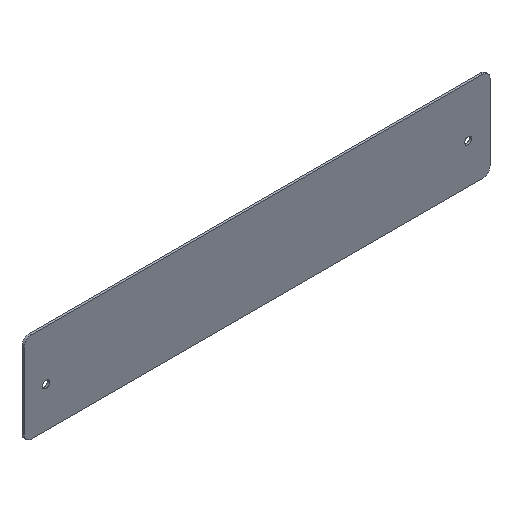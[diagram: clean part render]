
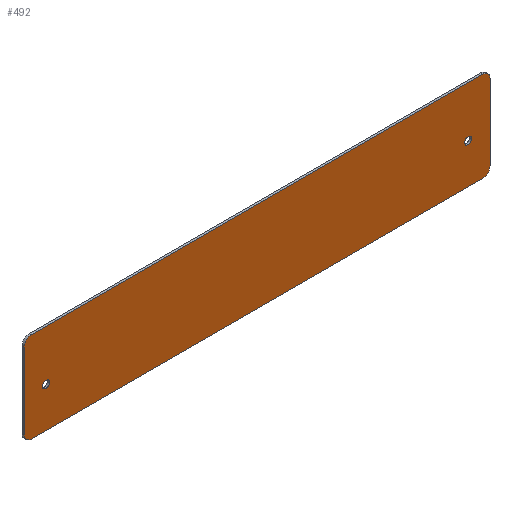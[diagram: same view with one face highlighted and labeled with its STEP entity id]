
A CAD part, isometric view. The second image highlights one B-rep face of the part: STEP entity #492.
In plain terms, the highlighted planar face has unit normal (0, -1, 0).
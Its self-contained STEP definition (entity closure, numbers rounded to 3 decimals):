
#6 = EDGE_CURVE ( 'NONE', #506, #42, #196, .T. ) ;
#7 = AXIS2_PLACEMENT_3D ( 'NONE', #56, #188, #465 ) ;
#15 = ORIENTED_EDGE ( 'NONE', *, *, #320, .T. ) ;
#18 = CARTESIAN_POINT ( 'NONE',  ( -155., -0.75, 26. ) ) ;
#19 = EDGE_CURVE ( 'NONE', #378, #263, #516, .T. ) ;
#21 = CARTESIAN_POINT ( 'NONE',  ( -155., -0.75, -31. ) ) ;
#22 = AXIS2_PLACEMENT_3D ( 'NONE', #18, #270, #183 ) ;
#25 = CARTESIAN_POINT ( 'NONE',  ( 155., -0.75, 31. ) ) ;
#26 = DIRECTION ( 'NONE',  ( 0., -1., 0. ) ) ;
#29 = EDGE_CURVE ( 'NONE', #302, #498, #508, .T. ) ;
#31 = VERTEX_POINT ( 'NONE', #383 ) ;
#32 = CARTESIAN_POINT ( 'NONE',  ( 145., -0.75, -3.5 ) ) ;
#36 = EDGE_CURVE ( 'NONE', #162, #263, #431, .T. ) ;
#39 = AXIS2_PLACEMENT_3D ( 'NONE', #259, #331, #454 ) ;
#41 = CARTESIAN_POINT ( 'NONE',  ( 160., -0.75, -26. ) ) ;
#42 = VERTEX_POINT ( 'NONE', #21 ) ;
#54 = CIRCLE ( 'NONE', #470, 2.4 ) ;
#56 = CARTESIAN_POINT ( 'NONE',  ( -155., -0.75, -26. ) ) ;
#61 = ORIENTED_EDGE ( 'NONE', *, *, #329, .F. ) ;
#62 = LINE ( 'NONE', #380, #236 ) ;
#65 = AXIS2_PLACEMENT_3D ( 'NONE', #491, #293, #125 ) ;
#71 = CARTESIAN_POINT ( 'NONE',  ( -160., -0.75, 26. ) ) ;
#85 = AXIS2_PLACEMENT_3D ( 'NONE', #321, #399, #367 ) ;
#93 = EDGE_CURVE ( 'NONE', #302, #98, #209, .T. ) ;
#98 = VERTEX_POINT ( 'NONE', #71 ) ;
#100 = AXIS2_PLACEMENT_3D ( 'NONE', #211, #170, #330 ) ;
#103 = ORIENTED_EDGE ( 'NONE', *, *, #452, .T. ) ;
#107 = CIRCLE ( 'NONE', #100, 5. ) ;
#110 = FACE_BOUND ( 'NONE', #501, .T. ) ;
#118 = CIRCLE ( 'NONE', #85, 2.4 ) ;
#121 = DIRECTION ( 'NONE',  ( 0., -1., 0. ) ) ;
#124 = ORIENTED_EDGE ( 'NONE', *, *, #19, .T. ) ;
#125 = DIRECTION ( 'NONE',  ( 0., 0., -1. ) ) ;
#130 = CARTESIAN_POINT ( 'NONE',  ( -145., -0.75, -5.9 ) ) ;
#134 = EDGE_CURVE ( 'NONE', #248, #31, #54, .T. ) ;
#136 = CARTESIAN_POINT ( 'NONE',  ( -155., -0.75, -31. ) ) ;
#141 = EDGE_LOOP ( 'NONE', ( #374, #61 ) ) ;
#145 = DIRECTION ( 'NONE',  ( 0., 0., -1. ) ) ;
#147 = ORIENTED_EDGE ( 'NONE', *, *, #134, .F. ) ;
#148 = CARTESIAN_POINT ( 'NONE',  ( 155., -0.75, -26. ) ) ;
#162 = VERTEX_POINT ( 'NONE', #206 ) ;
#170 = DIRECTION ( 'NONE',  ( 0., 1., 0. ) ) ;
#172 = EDGE_CURVE ( 'NONE', #193, #179, #118, .T. ) ;
#174 = CARTESIAN_POINT ( 'NONE',  ( 155., -0.75, -31. ) ) ;
#179 = VERTEX_POINT ( 'NONE', #203 ) ;
#183 = DIRECTION ( 'NONE',  ( 0., 0., -1. ) ) ;
#188 = DIRECTION ( 'NONE',  ( 0., -1., 0. ) ) ;
#193 = VERTEX_POINT ( 'NONE', #130 ) ;
#196 = CIRCLE ( 'NONE', #493, 5. ) ;
#198 = CARTESIAN_POINT ( 'NONE',  ( 145., -0.75, -5.9 ) ) ;
#203 = CARTESIAN_POINT ( 'NONE',  ( -145., -0.75, -1.1 ) ) ;
#206 = CARTESIAN_POINT ( 'NONE',  ( 160., -0.75, 26. ) ) ;
#209 = CIRCLE ( 'NONE', #22, 5. ) ;
#210 = CARTESIAN_POINT ( 'NONE',  ( -155., -0.75, 31. ) ) ;
#211 = CARTESIAN_POINT ( 'NONE',  ( 155., -0.75, 26. ) ) ;
#212 = ORIENTED_EDGE ( 'NONE', *, *, #6, .T. ) ;
#213 = LINE ( 'NONE', #136, #351 ) ;
#226 = PLANE ( 'NONE',  #7 ) ;
#227 = CIRCLE ( 'NONE', #39, 2.4 ) ;
#230 = DIRECTION ( 'NONE',  ( 0., 0., -1. ) ) ;
#234 = DIRECTION ( 'NONE',  ( 1., 0., 0. ) ) ;
#235 = EDGE_CURVE ( 'NONE', #31, #248, #371, .T. ) ;
#236 = VECTOR ( 'NONE', #275, 1000. ) ;
#248 = VERTEX_POINT ( 'NONE', #198 ) ;
#251 = VECTOR ( 'NONE', #234, 1000. ) ;
#255 = DIRECTION ( 'NONE',  ( 1., 0., 0. ) ) ;
#259 = CARTESIAN_POINT ( 'NONE',  ( -145., -0.75, -3.5 ) ) ;
#263 = VERTEX_POINT ( 'NONE', #41 ) ;
#267 = AXIS2_PLACEMENT_3D ( 'NONE', #148, #435, #145 ) ;
#270 = DIRECTION ( 'NONE',  ( 0., -1., 0. ) ) ;
#272 = CARTESIAN_POINT ( 'NONE',  ( -160., -0.75, -26. ) ) ;
#275 = DIRECTION ( 'NONE',  ( 0., 0., -1. ) ) ;
#279 = ORIENTED_EDGE ( 'NONE', *, *, #235, .F. ) ;
#293 = DIRECTION ( 'NONE',  ( 0., -1., 0. ) ) ;
#302 = VERTEX_POINT ( 'NONE', #210 ) ;
#312 = CARTESIAN_POINT ( 'NONE',  ( -155., -0.75, 31. ) ) ;
#320 = EDGE_CURVE ( 'NONE', #42, #378, #213, .T. ) ;
#321 = CARTESIAN_POINT ( 'NONE',  ( -145., -0.75, -3.5 ) ) ;
#329 = EDGE_CURVE ( 'NONE', #179, #193, #227, .T. ) ;
#330 = DIRECTION ( 'NONE',  ( 0., 0., 1. ) ) ;
#331 = DIRECTION ( 'NONE',  ( 0., -1., 0. ) ) ;
#339 = ORIENTED_EDGE ( 'NONE', *, *, #29, .F. ) ;
#349 = CARTESIAN_POINT ( 'NONE',  ( -155., -0.75, -26. ) ) ;
#351 = VECTOR ( 'NONE', #255, 1000. ) ;
#364 = DIRECTION ( 'NONE',  ( 0., 0., -1. ) ) ;
#367 = DIRECTION ( 'NONE',  ( 0., 0., -1. ) ) ;
#371 = CIRCLE ( 'NONE', #65, 2.4 ) ;
#374 = ORIENTED_EDGE ( 'NONE', *, *, #172, .F. ) ;
#378 = VERTEX_POINT ( 'NONE', #174 ) ;
#380 = CARTESIAN_POINT ( 'NONE',  ( -160., -0.75, 26. ) ) ;
#381 = EDGE_LOOP ( 'NONE', ( #212, #15, #124, #487, #397, #339, #436, #103 ) ) ;
#383 = CARTESIAN_POINT ( 'NONE',  ( 145., -0.75, -1.1 ) ) ;
#388 = FACE_OUTER_BOUND ( 'NONE', #381, .T. ) ;
#397 = ORIENTED_EDGE ( 'NONE', *, *, #422, .F. ) ;
#399 = DIRECTION ( 'NONE',  ( 0., -1., 0. ) ) ;
#422 = EDGE_CURVE ( 'NONE', #498, #162, #107, .T. ) ;
#431 = LINE ( 'NONE', #473, #449 ) ;
#435 = DIRECTION ( 'NONE',  ( 0., -1., 0. ) ) ;
#436 = ORIENTED_EDGE ( 'NONE', *, *, #93, .T. ) ;
#449 = VECTOR ( 'NONE', #230, 1000. ) ;
#452 = EDGE_CURVE ( 'NONE', #98, #506, #62, .T. ) ;
#454 = DIRECTION ( 'NONE',  ( 0., 0., -1. ) ) ;
#465 = DIRECTION ( 'NONE',  ( 0., 0., -1. ) ) ;
#470 = AXIS2_PLACEMENT_3D ( 'NONE', #32, #121, #364 ) ;
#472 = FACE_BOUND ( 'NONE', #141, .T. ) ;
#473 = CARTESIAN_POINT ( 'NONE',  ( 160., -0.75, 26. ) ) ;
#487 = ORIENTED_EDGE ( 'NONE', *, *, #36, .F. ) ;
#491 = CARTESIAN_POINT ( 'NONE',  ( 145., -0.75, -3.5 ) ) ;
#492 = ADVANCED_FACE ( 'NONE', ( #472, #110, #388 ), #226, .T. ) ;
#493 = AXIS2_PLACEMENT_3D ( 'NONE', #349, #26, #510 ) ;
#498 = VERTEX_POINT ( 'NONE', #25 ) ;
#501 = EDGE_LOOP ( 'NONE', ( #147, #279 ) ) ;
#506 = VERTEX_POINT ( 'NONE', #272 ) ;
#508 = LINE ( 'NONE', #312, #251 ) ;
#510 = DIRECTION ( 'NONE',  ( 0., 0., -1. ) ) ;
#516 = CIRCLE ( 'NONE', #267, 5. ) ;
